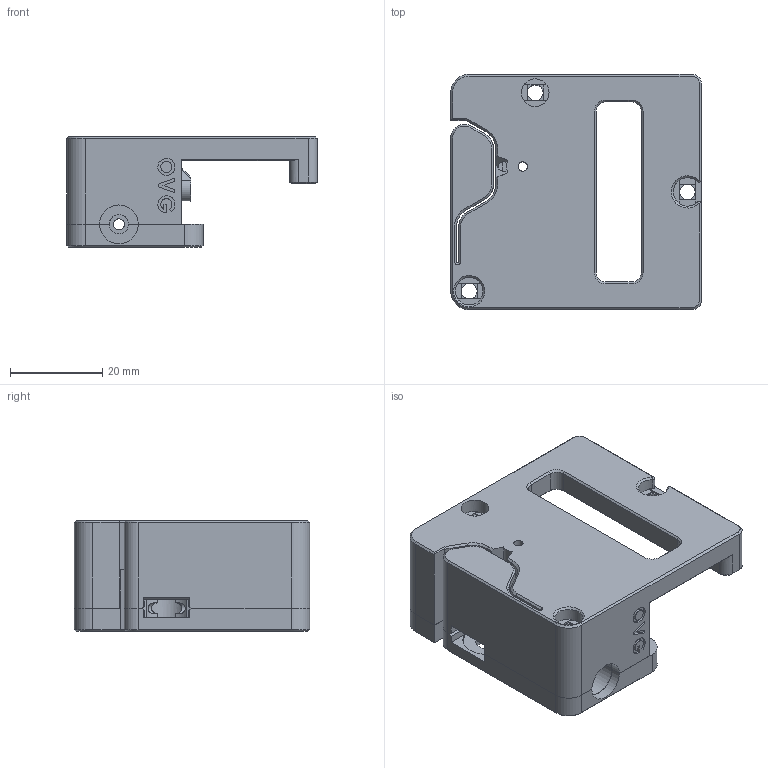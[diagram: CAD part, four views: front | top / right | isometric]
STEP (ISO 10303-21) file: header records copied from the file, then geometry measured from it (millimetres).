
FILE_DESCRIPTION (( 'STEP AP203' ), '1' );
FILE_NAME ('FilamentMotionSensor-r04g - M1-2C.STEP', '2023-03-21T17:35:45', ( '' ), ( '' ), 'SwSTEP 2.0', 'SolidWorks 2023', '' );
FILE_SCHEMA (( 'CONFIG_CONTROL_DESIGN' ));
Length unit declared in the file: millimetre
Products named in the file (1): FilamentMotionSensor-r04g - M1-2C
Bounding box: 54.3 x 51 x 24 mm (x, y, z)
Volume: 33430.4 mm3; surface area: 16218.9 mm2
Topology: 2 solids, 2 shells, 433 faces, 1130 edges, 709 vertices
Faces by surface type: plane 262, cylinder 81, cone 67, bspline 23
Full cylindrical faces by diameter (mm): 2 x1, 2.4 x2, 2.7 x2, 3.1 x1, 3.2 x3, 3.3 x1, 3.4 x4, 4.2 x2, 4.7 x2, 5.5 x1, 6 x2, 9 x1, 10.5 x1
Entity records: 14698 total; most frequent: CARTESIAN_POINT 4317, ORIENTED_EDGE 2166, DIRECTION 2058, EDGE_CURVE 1083, LINE 708, VECTOR 708, VERTEX_POINT 696, AXIS2_PLACEMENT_3D 675
